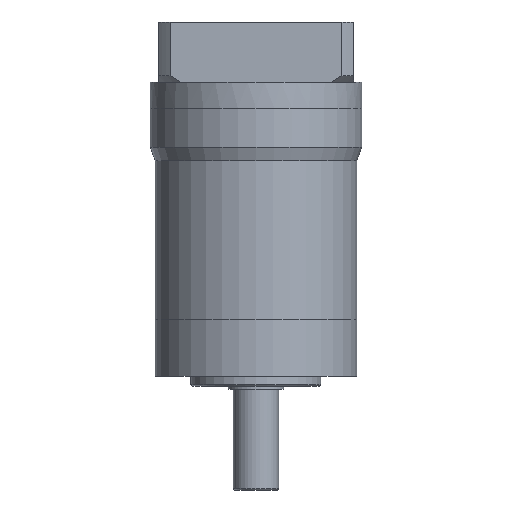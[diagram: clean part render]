
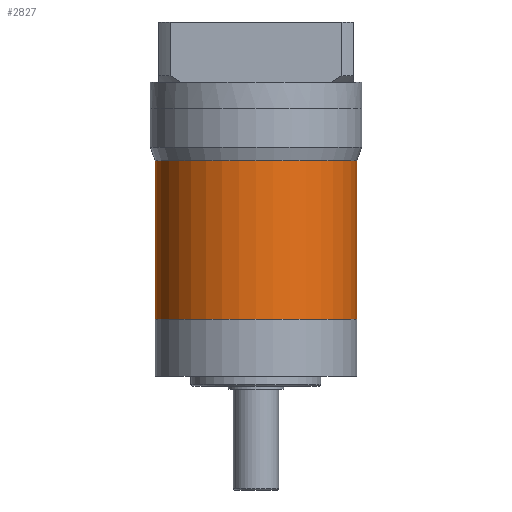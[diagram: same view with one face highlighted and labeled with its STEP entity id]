
A CAD part, front view. The second image highlights one B-rep face of the part: STEP entity #2827.
In plain terms, the highlighted cylindrical face has radius 31 mm (diameter 62 mm), a partial arc.
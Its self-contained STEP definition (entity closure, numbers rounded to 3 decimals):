
#201 = VECTOR ( 'NONE', #3193, 1000. ) ;
#377 = ORIENTED_EDGE ( 'NONE', *, *, #5613, .T. ) ;
#533 = AXIS2_PLACEMENT_3D ( 'NONE', #1165, #1184, #1260 ) ;
#1069 = DIRECTION ( 'NONE',  ( 1., 0., 0. ) ) ;
#1165 = CARTESIAN_POINT ( 'NONE',  ( 0., 0., -73. ) ) ;
#1184 = DIRECTION ( 'NONE',  ( 0., 0., -1. ) ) ;
#1243 = DIRECTION ( 'NONE',  ( 0., 0., -1. ) ) ;
#1260 = DIRECTION ( 'NONE',  ( -1., 0., 0. ) ) ;
#1291 = CARTESIAN_POINT ( 'NONE',  ( 0., 0., -24.12 ) ) ;
#1394 = AXIS2_PLACEMENT_3D ( 'NONE', #6354, #6673, #6726 ) ;
#1705 = EDGE_LOOP ( 'NONE', ( #8054, #4542, #377, #4025 ) ) ;
#1876 = VECTOR ( 'NONE', #5370, 1000. ) ;
#1971 = AXIS2_PLACEMENT_3D ( 'NONE', #1291, #1243, #1069 ) ;
#1990 = CARTESIAN_POINT ( 'NONE',  ( -31., 0., -73. ) ) ;
#2024 = CARTESIAN_POINT ( 'NONE',  ( 31., 0., -24.12 ) ) ;
#2581 = EDGE_CURVE ( 'NONE', #5933, #3635, #4024, .T. ) ;
#2827 = ADVANCED_FACE ( 'NONE', ( #4119 ), #5063, .T. ) ;
#3193 = DIRECTION ( 'NONE',  ( 0., 0., 1. ) ) ;
#3579 = LINE ( 'NONE', #6668, #1876 ) ;
#3635 = VERTEX_POINT ( 'NONE', #6154 ) ;
#4024 = CIRCLE ( 'NONE', #1971, 31. ) ;
#4025 = ORIENTED_EDGE ( 'NONE', *, *, #2581, .T. ) ;
#4052 = CARTESIAN_POINT ( 'NONE',  ( 31., 0., -73. ) ) ;
#4119 = FACE_OUTER_BOUND ( 'NONE', #1705, .T. ) ;
#4397 = CIRCLE ( 'NONE', #533, 31. ) ;
#4542 = ORIENTED_EDGE ( 'NONE', *, *, #5901, .F. ) ;
#5063 = CYLINDRICAL_SURFACE ( 'NONE', #1394, 31. ) ;
#5315 = CARTESIAN_POINT ( 'NONE',  ( -31., 0., -90.5 ) ) ;
#5370 = DIRECTION ( 'NONE',  ( 0., 0., 1. ) ) ;
#5613 = EDGE_CURVE ( 'NONE', #6500, #5933, #3579, .T. ) ;
#5901 = EDGE_CURVE ( 'NONE', #6500, #6949, #4397, .T. ) ;
#5933 = VERTEX_POINT ( 'NONE', #2024 ) ;
#6154 = CARTESIAN_POINT ( 'NONE',  ( -31., 0., -24.12 ) ) ;
#6354 = CARTESIAN_POINT ( 'NONE',  ( 0., 0., -90.5 ) ) ;
#6500 = VERTEX_POINT ( 'NONE', #4052 ) ;
#6668 = CARTESIAN_POINT ( 'NONE',  ( 31., 0., -90.5 ) ) ;
#6673 = DIRECTION ( 'NONE',  ( 0., 0., 1. ) ) ;
#6726 = DIRECTION ( 'NONE',  ( 1., 0., 0. ) ) ;
#6811 = EDGE_CURVE ( 'NONE', #6949, #3635, #8022, .T. ) ;
#6949 = VERTEX_POINT ( 'NONE', #1990 ) ;
#8022 = LINE ( 'NONE', #5315, #201 ) ;
#8054 = ORIENTED_EDGE ( 'NONE', *, *, #6811, .F. ) ;
